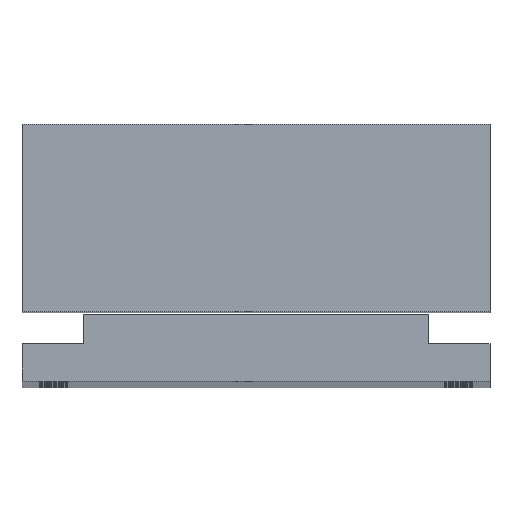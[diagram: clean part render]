
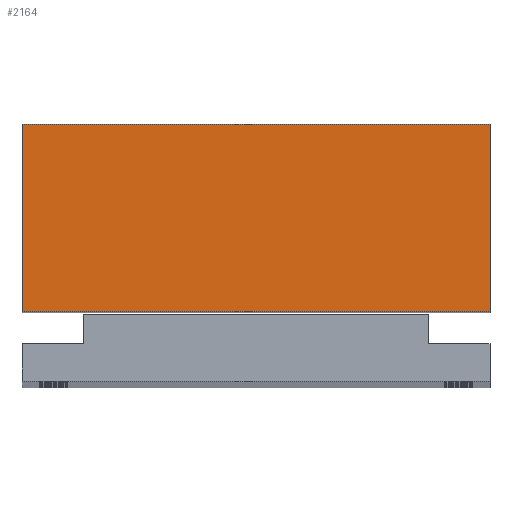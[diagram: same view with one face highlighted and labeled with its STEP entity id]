
A CAD part, top view. The second image highlights one B-rep face of the part: STEP entity #2164.
In plain terms, the highlighted planar face has unit normal (0, 0, 1).
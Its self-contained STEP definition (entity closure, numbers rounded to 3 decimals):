
#76 = FACE_OUTER_BOUND ( 'NONE', #1750, .T. ) ;
#95 = LINE ( 'NONE', #2813, #515 ) ;
#419 = VECTOR ( 'NONE', #4115, 1000. ) ;
#447 = LINE ( 'NONE', #2273, #419 ) ;
#515 = VECTOR ( 'NONE', #3326, 1000. ) ;
#543 = DIRECTION ( 'NONE',  ( 1., 0., 0. ) ) ;
#544 = VERTEX_POINT ( 'NONE', #2890 ) ;
#550 = VERTEX_POINT ( 'NONE', #5288 ) ;
#1237 = EDGE_CURVE ( 'NONE', #550, #544, #95, .T. ) ;
#1449 = LINE ( 'NONE', #4659, #3599 ) ;
#1467 = VERTEX_POINT ( 'NONE', #3407 ) ;
#1692 = DIRECTION ( 'NONE',  ( -1., 0., 0. ) ) ;
#1750 = EDGE_LOOP ( 'NONE', ( #4001, #2486, #4352, #2205 ) ) ;
#2164 = ADVANCED_FACE ( 'NONE', ( #76 ), #5120, .F. ) ;
#2205 = ORIENTED_EDGE ( 'NONE', *, *, #4372, .T. ) ;
#2218 = EDGE_CURVE ( 'NONE', #544, #3524, #1449, .T. ) ;
#2273 = CARTESIAN_POINT ( 'NONE',  ( 75., 0., 105. ) ) ;
#2315 = DIRECTION ( 'NONE',  ( -1., 0., 0. ) ) ;
#2485 = EDGE_CURVE ( 'NONE', #3524, #1467, #447, .T. ) ;
#2486 = ORIENTED_EDGE ( 'NONE', *, *, #2218, .T. ) ;
#2618 = CARTESIAN_POINT ( 'NONE',  ( 75., 0., 105. ) ) ;
#2813 = CARTESIAN_POINT ( 'NONE',  ( 0., 0., 105. ) ) ;
#2890 = CARTESIAN_POINT ( 'NONE',  ( 0., 0., 105. ) ) ;
#3038 = CARTESIAN_POINT ( 'NONE',  ( 0., 30., 105. ) ) ;
#3326 = DIRECTION ( 'NONE',  ( 0., -1., 0. ) ) ;
#3333 = CARTESIAN_POINT ( 'NONE',  ( 0., 0., 105. ) ) ;
#3407 = CARTESIAN_POINT ( 'NONE',  ( 75., 30., 105. ) ) ;
#3524 = VERTEX_POINT ( 'NONE', #2618 ) ;
#3599 = VECTOR ( 'NONE', #543, 1000. ) ;
#3925 = VECTOR ( 'NONE', #1692, 1000. ) ;
#4001 = ORIENTED_EDGE ( 'NONE', *, *, #1237, .T. ) ;
#4115 = DIRECTION ( 'NONE',  ( 0., 1., 0. ) ) ;
#4352 = ORIENTED_EDGE ( 'NONE', *, *, #2485, .T. ) ;
#4372 = EDGE_CURVE ( 'NONE', #1467, #550, #5819, .T. ) ;
#4659 = CARTESIAN_POINT ( 'NONE',  ( 0., 0., 105. ) ) ;
#5095 = DIRECTION ( 'NONE',  ( 0., 0., -1. ) ) ;
#5120 = PLANE ( 'NONE',  #5802 ) ;
#5288 = CARTESIAN_POINT ( 'NONE',  ( 0., 30., 105. ) ) ;
#5802 = AXIS2_PLACEMENT_3D ( 'NONE', #3333, #5095, #2315 ) ;
#5819 = LINE ( 'NONE', #3038, #3925 ) ;
